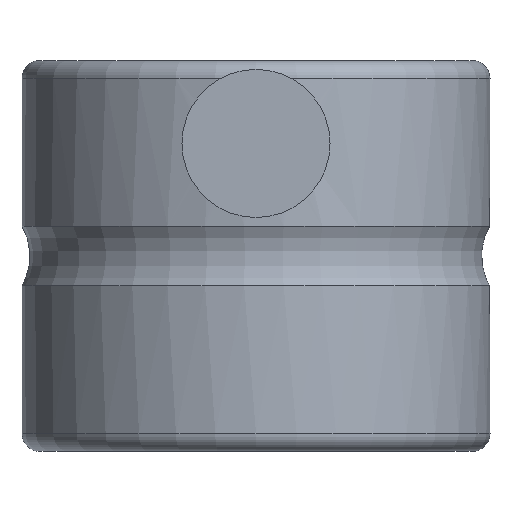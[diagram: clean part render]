
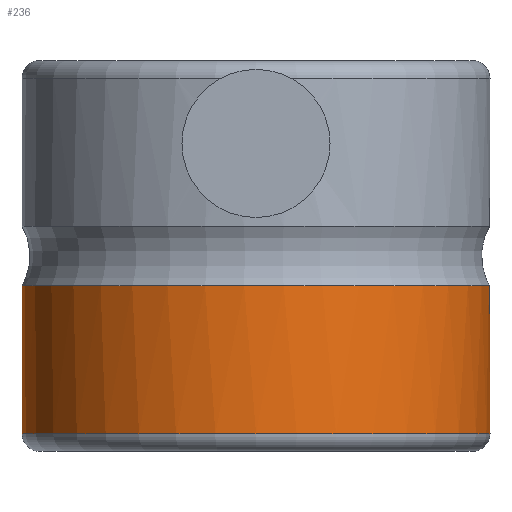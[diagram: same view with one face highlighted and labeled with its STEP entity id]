
A CAD part, front view. The second image highlights one B-rep face of the part: STEP entity #236.
In plain terms, the highlighted cylindrical face has radius 39.5 mm (diameter 79 mm), a full revolution.
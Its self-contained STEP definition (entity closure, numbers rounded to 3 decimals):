
#236=ADVANCED_FACE('',(#313,#314),#272,.T.);
#272=CYLINDRICAL_SURFACE('',#1099,39.5);
#313=FACE_BOUND('',#397,.T.);
#314=FACE_BOUND('',#398,.T.);
#397=EDGE_LOOP('',(#701,#702));
#398=EDGE_LOOP('',(#703));
#458=CIRCLE('',#1097,39.5);
#459=CIRCLE('',#1098,39.5);
#701=ORIENTED_EDGE('',*,*,#948,.F.);
#702=ORIENTED_EDGE('',*,*,#949,.F.);
#703=ORIENTED_EDGE('',*,*,#950,.F.);
#822=VERTEX_POINT('',#1927);
#823=VERTEX_POINT('',#1928);
#824=VERTEX_POINT('',#1931);
#948=EDGE_CURVE('',#822,#823,#982,.T.);
#949=EDGE_CURVE('',#823,#822,#458,.T.);
#950=EDGE_CURVE('',#824,#824,#459,.T.);
#982=B_SPLINE_CURVE_WITH_KNOTS('',3,(#1909,#1910,#1911,#1912,#1913,#1914,
#1915,#1916,#1917,#1918,#1919,#1920,#1921,#1922,#1923,#1924,#1925,#1926),
 .UNSPECIFIED.,.F.,.F.,(4,2,2,2,2,2,2,2,4),(0.,0.125,0.25,0.375,0.5,0.625,
0.75,0.875,1.),.UNSPECIFIED.);
#1097=AXIS2_PLACEMENT_3D('',#1929,#1369,#1370);
#1098=AXIS2_PLACEMENT_3D('',#1930,#1371,#1372);
#1099=AXIS2_PLACEMENT_3D('',#1932,#1373,#1374);
#1369=DIRECTION('',(0.,0.,1.));
#1370=DIRECTION('',(0.,-1.,0.));
#1371=DIRECTION('',(0.,0.,-1.));
#1372=DIRECTION('',(-1.,0.,0.));
#1373=DIRECTION('',(0.,0.,1.));
#1374=DIRECTION('',(-1.,0.,0.));
#1909=CARTESIAN_POINT('',(29.073,26.739,-38.));
#1910=CARTESIAN_POINT('',(28.461,27.405,-41.558));
#1911=CARTESIAN_POINT('',(27.266,28.664,-44.749));
#1912=CARTESIAN_POINT('',(23.935,31.498,-50.567));
#1913=CARTESIAN_POINT('',(21.819,33.053,-53.132));
#1914=CARTESIAN_POINT('',(16.78,35.875,-57.49));
#1915=CARTESIAN_POINT('',(13.87,37.142,-59.273));
#1916=CARTESIAN_POINT('',(7.293,38.971,-61.801));
#1917=CARTESIAN_POINT('',(3.701,39.497,-62.496));
#1918=CARTESIAN_POINT('',(-3.631,39.503,-62.504));
#1919=CARTESIAN_POINT('',(-7.213,38.985,-61.819));
#1920=CARTESIAN_POINT('',(-13.78,37.175,-59.319));
#1921=CARTESIAN_POINT('',(-16.746,35.891,-57.514));
#1922=CARTESIAN_POINT('',(-21.795,33.07,-53.158));
#1923=CARTESIAN_POINT('',(-23.926,31.504,-50.574));
#1924=CARTESIAN_POINT('',(-27.233,28.693,-44.816));
#1925=CARTESIAN_POINT('',(-28.462,27.404,-41.555));
#1926=CARTESIAN_POINT('',(-29.073,26.739,-38.));
#1927=CARTESIAN_POINT('',(29.073,26.739,-38.));
#1928=CARTESIAN_POINT('',(-29.073,26.739,-38.));
#1929=CARTESIAN_POINT('',(0.,0.,-38.));
#1930=CARTESIAN_POINT('',(0.,0.,-63.));
#1931=CARTESIAN_POINT('',(-39.5,0.,-63.));
#1932=CARTESIAN_POINT('',(0.,0.,-33.));
